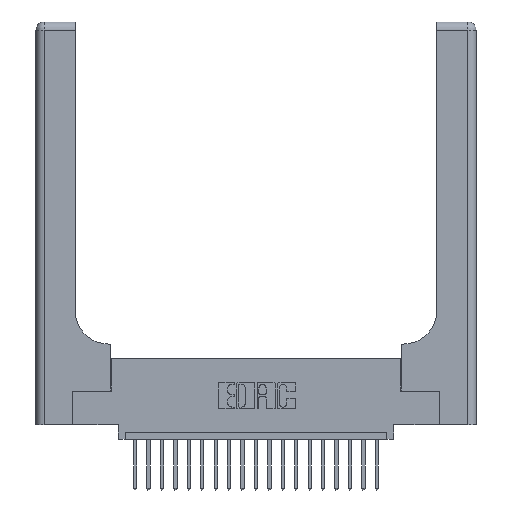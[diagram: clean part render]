
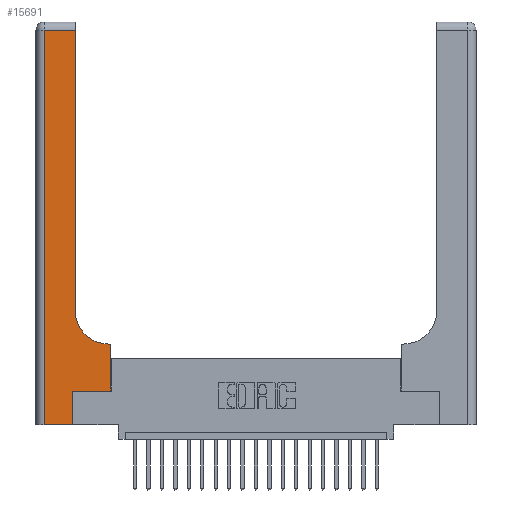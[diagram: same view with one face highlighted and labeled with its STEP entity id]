
A CAD part, top view. The second image highlights one B-rep face of the part: STEP entity #15691.
In plain terms, the highlighted planar face has unit normal (0, 0, 1).
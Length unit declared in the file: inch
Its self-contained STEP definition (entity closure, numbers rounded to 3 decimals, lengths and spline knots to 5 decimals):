
#185 = DIRECTION ( 'NONE',  ( 1., 0., 0. ) ) ;
#395 = DIRECTION ( 'NONE',  ( -1., 0., 0. ) ) ;
#470 = EDGE_CURVE ( 'NONE', #20301, #13539, #15285, .T. ) ;
#664 = VECTOR ( 'NONE', #5915, 39.37008 ) ;
#1065 = CARTESIAN_POINT ( 'NONE',  ( 0., 0., 0.37 ) ) ;
#1501 = LINE ( 'NONE', #11357, #16069 ) ;
#1596 = EDGE_CURVE ( 'NONE', #1904, #3740, #1501, .T. ) ;
#1904 = VERTEX_POINT ( 'NONE', #13402 ) ;
#2325 = ORIENTED_EDGE ( 'NONE', *, *, #8477, .T. ) ;
#2987 = DIRECTION ( 'NONE',  ( 0., 1., 0. ) ) ;
#3259 = VECTOR ( 'NONE', #20303, 39.37008 ) ;
#3362 = VERTEX_POINT ( 'NONE', #22243 ) ;
#3740 = VERTEX_POINT ( 'NONE', #7260 ) ;
#4079 = DIRECTION ( 'NONE',  ( 0., 1., 0. ) ) ;
#4145 = VECTOR ( 'NONE', #10642, 39.37008 ) ;
#4689 = EDGE_CURVE ( 'NONE', #3362, #1904, #6283, .T. ) ;
#4850 = VECTOR ( 'NONE', #185, 39.37008 ) ;
#5157 = ORIENTED_EDGE ( 'NONE', *, *, #5602, .T. ) ;
#5572 = EDGE_CURVE ( 'NONE', #9199, #20301, #5990, .T. ) ;
#5602 = EDGE_CURVE ( 'NONE', #13855, #15756, #7936, .T. ) ;
#5915 = DIRECTION ( 'NONE',  ( 0., -1., 0. ) ) ;
#5990 = LINE ( 'NONE', #22248, #21943 ) ;
#6106 = DIRECTION ( 'NONE',  ( 1., 0., 0. ) ) ;
#6162 = CARTESIAN_POINT ( 'NONE',  ( 0.5585, 0.25, 0.37 ) ) ;
#6196 = DIRECTION ( 'NONE',  ( -1., 0., 0. ) ) ;
#6283 = LINE ( 'NONE', #17564, #4145 ) ;
#6318 = DIRECTION ( 'NONE',  ( 0., 0., -1. ) ) ;
#7246 = EDGE_CURVE ( 'NONE', #15756, #19269, #20201, .T. ) ;
#7260 = CARTESIAN_POINT ( 'NONE',  ( 0.06, 2.94, 0.37 ) ) ;
#7936 = LINE ( 'NONE', #1065, #3259 ) ;
#8449 = ORIENTED_EDGE ( 'NONE', *, *, #4689, .T. ) ;
#8477 = EDGE_CURVE ( 'NONE', #3740, #13855, #16321, .T. ) ;
#9199 = VERTEX_POINT ( 'NONE', #6162 ) ;
#9238 = LINE ( 'NONE', #15921, #4850 ) ;
#9776 = ORIENTED_EDGE ( 'NONE', *, *, #470, .T. ) ;
#10045 = CARTESIAN_POINT ( 'NONE',  ( 0.269, 0.25, 0.37 ) ) ;
#10344 = AXIS2_PLACEMENT_3D ( 'NONE', #20244, #14896, #20316 ) ;
#10642 = DIRECTION ( 'NONE',  ( 0., 1., 0. ) ) ;
#11186 = ORIENTED_EDGE ( 'NONE', *, *, #11341, .T. ) ;
#11341 = EDGE_CURVE ( 'NONE', #19269, #9199, #9238, .T. ) ;
#11357 = CARTESIAN_POINT ( 'NONE',  ( 0., 2.94, 0.37 ) ) ;
#11422 = VECTOR ( 'NONE', #4079, 39.37008 ) ;
#11706 = VECTOR ( 'NONE', #395, 39.37008 ) ;
#13206 = ORIENTED_EDGE ( 'NONE', *, *, #17894, .T. ) ;
#13402 = CARTESIAN_POINT ( 'NONE',  ( 0.2915, 2.94, 0.37 ) ) ;
#13539 = VERTEX_POINT ( 'NONE', #17330 ) ;
#13855 = VERTEX_POINT ( 'NONE', #16182 ) ;
#14843 = CIRCLE ( 'NONE', #15246, 0.25 ) ;
#14896 = DIRECTION ( 'NONE',  ( 0., 0., -1. ) ) ;
#15246 = AXIS2_PLACEMENT_3D ( 'NONE', #21568, #6318, #6106 ) ;
#15285 = LINE ( 'NONE', #17904, #11706 ) ;
#15691 = ADVANCED_FACE ( 'NONE', ( #20681 ), #18354, .F. ) ;
#15756 = VERTEX_POINT ( 'NONE', #21805 ) ;
#15921 = CARTESIAN_POINT ( 'NONE',  ( 0.269, 0.25, 0.37 ) ) ;
#15931 = ORIENTED_EDGE ( 'NONE', *, *, #5572, .T. ) ;
#16029 = ORIENTED_EDGE ( 'NONE', *, *, #1596, .T. ) ;
#16069 = VECTOR ( 'NONE', #6196, 39.37008 ) ;
#16182 = CARTESIAN_POINT ( 'NONE',  ( 0.06, 0., 0.37 ) ) ;
#16321 = LINE ( 'NONE', #20116, #664 ) ;
#16810 = ORIENTED_EDGE ( 'NONE', *, *, #7246, .T. ) ;
#17330 = CARTESIAN_POINT ( 'NONE',  ( 0.5415, 0.6, 0.37 ) ) ;
#17564 = CARTESIAN_POINT ( 'NONE',  ( 0.2915, 3., 0.37 ) ) ;
#17894 = EDGE_CURVE ( 'NONE', #13539, #3362, #14843, .T. ) ;
#17904 = CARTESIAN_POINT ( 'NONE',  ( 0.2915, 0.6, 0.37 ) ) ;
#18354 = PLANE ( 'NONE',  #10344 ) ;
#19269 = VERTEX_POINT ( 'NONE', #10045 ) ;
#19886 = CARTESIAN_POINT ( 'NONE',  ( 0.269, 0., 0.37 ) ) ;
#19917 = CARTESIAN_POINT ( 'NONE',  ( 0.5585, 0.6, 0.37 ) ) ;
#20116 = CARTESIAN_POINT ( 'NONE',  ( 0.06, 3., 0.37 ) ) ;
#20201 = LINE ( 'NONE', #19886, #11422 ) ;
#20244 = CARTESIAN_POINT ( 'NONE',  ( 0., 3., 0.37 ) ) ;
#20301 = VERTEX_POINT ( 'NONE', #19917 ) ;
#20303 = DIRECTION ( 'NONE',  ( 1., 0., 0. ) ) ;
#20316 = DIRECTION ( 'NONE',  ( -1., 0., 0. ) ) ;
#20681 = FACE_OUTER_BOUND ( 'NONE', #22203, .T. ) ;
#21568 = CARTESIAN_POINT ( 'NONE',  ( 0.5415, 0.85, 0.37 ) ) ;
#21805 = CARTESIAN_POINT ( 'NONE',  ( 0.269, 0., 0.37 ) ) ;
#21943 = VECTOR ( 'NONE', #2987, 39.37008 ) ;
#22203 = EDGE_LOOP ( 'NONE', ( #8449, #16029, #2325, #5157, #16810, #11186, #15931, #9776, #13206 ) ) ;
#22243 = CARTESIAN_POINT ( 'NONE',  ( 0.2915, 0.85, 0.37 ) ) ;
#22248 = CARTESIAN_POINT ( 'NONE',  ( 0.5585, 0.25, 0.37 ) ) ;
